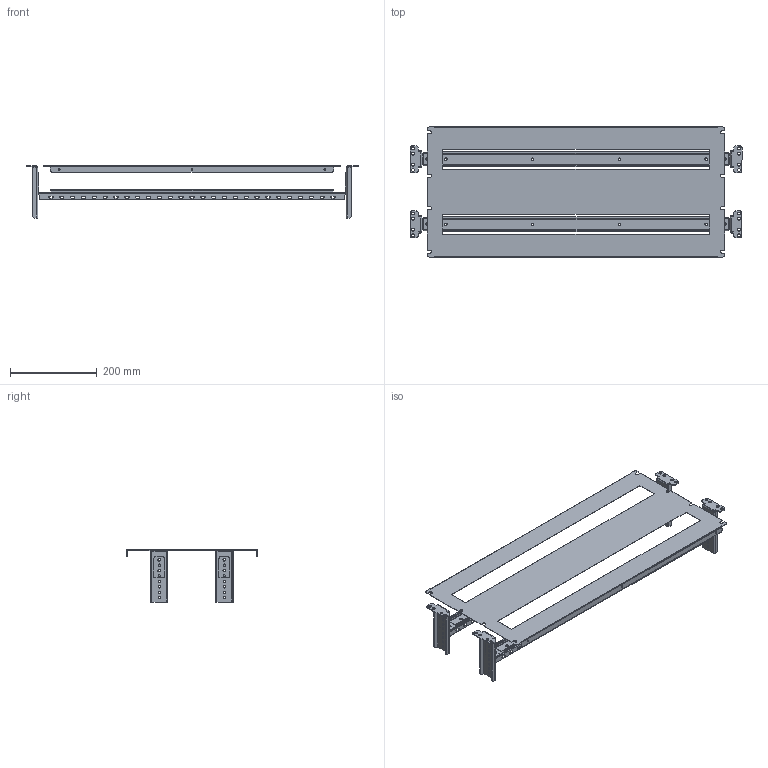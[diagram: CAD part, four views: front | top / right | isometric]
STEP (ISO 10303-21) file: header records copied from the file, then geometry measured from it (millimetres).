
FILE_DESCRIPTION (( 'STEP AP214' ), '1' );
FILE_NAME ('YKM40D-FO-MCV-030-080 FORMAT Êîìïëåêò óñòàíîâêè ìîäóëüíîãî àâòîìàòè÷åñêîãî âûêëþ÷àòåëÿ (âíóòðåííÿÿ äâåðü) 300õ800ìì IEK.STEP', '2022-05-30T09:11:40', ( '' ), ( '' ), 'SwSTEP 2.0', 'SolidWorks 2017', '' );
FILE_SCHEMA (( 'AUTOMOTIVE_DESIGN' ));
Length unit declared in the file: millimetre
Products named in the file (1): YKM40D-FO-MCV-030-080 FORMAT Êîìïëåêò óñòàíîâêè ìîäóëüíîãî àâòîìàòè÷åñêîãî âûêëþ÷àòåëÿ (âíóòðåííÿÿ äâåðü) 300õ800ìì IEK
Bounding box: 765 x 299.6 x 120 mm (x, y, z)
Volume: 357272.5 mm3; surface area: 696561.6 mm2
Topology: 13 solids, 13 shells, 1042 faces, 2844 edges, 1828 vertices
Faces by surface type: plane 522, cylinder 520
Entity records: 45388 total; most frequent: DIRECTION 5974, CARTESIAN_POINT 5715, ORIENTED_EDGE 5688, EDGE_CURVE 2844, AXIS2_PLACEMENT_3D 2087, VERTEX_POINT 1828, LINE 1800, VECTOR 1800
